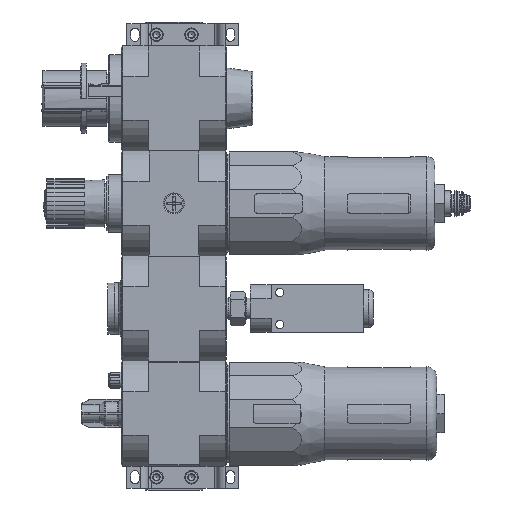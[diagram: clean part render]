
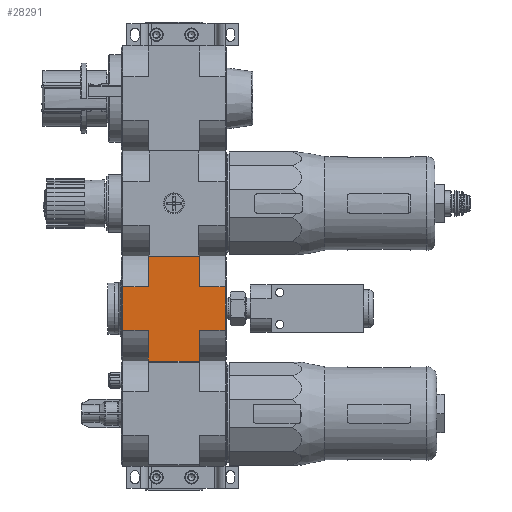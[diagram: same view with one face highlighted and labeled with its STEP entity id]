
A CAD part, left-side view. The second image highlights one B-rep face of the part: STEP entity #28291.
In plain terms, the highlighted planar face has unit normal (-1, 0, 0).
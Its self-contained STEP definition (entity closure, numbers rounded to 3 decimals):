
#7285=ORIENTED_EDGE('',*,*,#13134,.T.);
#7286=ORIENTED_EDGE('',*,*,#13135,.T.);
#7287=ORIENTED_EDGE('',*,*,#13094,.F.);
#7288=ORIENTED_EDGE('',*,*,#13136,.T.);
#7289=ORIENTED_EDGE('',*,*,#13137,.T.);
#7290=ORIENTED_EDGE('',*,*,#13138,.F.);
#7291=ORIENTED_EDGE('',*,*,#13139,.T.);
#7292=ORIENTED_EDGE('',*,*,#13140,.T.);
#7293=ORIENTED_EDGE('',*,*,#13115,.T.);
#7294=ORIENTED_EDGE('',*,*,#13141,.T.);
#7295=ORIENTED_EDGE('',*,*,#13142,.T.);
#7296=ORIENTED_EDGE('',*,*,#13143,.T.);
#13094=EDGE_CURVE('',#16434,#16435,#18745,.T.);
#13115=EDGE_CURVE('',#16452,#16451,#18753,.T.);
#13134=EDGE_CURVE('',#16466,#16467,#18760,.T.);
#13135=EDGE_CURVE('',#16467,#16435,#18761,.F.);
#13136=EDGE_CURVE('',#16434,#16468,#18762,.T.);
#13137=EDGE_CURVE('',#16468,#16469,#18763,.T.);
#13138=EDGE_CURVE('',#16470,#16469,#18764,.T.);
#13139=EDGE_CURVE('',#16470,#16471,#18765,.T.);
#13140=EDGE_CURVE('',#16471,#16452,#18766,.F.);
#13141=EDGE_CURVE('',#16451,#16472,#18767,.T.);
#13142=EDGE_CURVE('',#16472,#16473,#18768,.T.);
#13143=EDGE_CURVE('',#16473,#16466,#18769,.T.);
#16434=VERTEX_POINT('',#56016);
#16435=VERTEX_POINT('',#56018);
#16451=VERTEX_POINT('',#56083);
#16452=VERTEX_POINT('',#56085);
#16466=VERTEX_POINT('',#56144);
#16467=VERTEX_POINT('',#56145);
#16468=VERTEX_POINT('',#56148);
#16469=VERTEX_POINT('',#56150);
#16470=VERTEX_POINT('',#56152);
#16471=VERTEX_POINT('',#56154);
#16472=VERTEX_POINT('',#56157);
#16473=VERTEX_POINT('',#56159);
#18745=LINE('',#56017,#20864);
#18753=LINE('',#56084,#20872);
#18760=LINE('',#56143,#20879);
#18761=LINE('',#56146,#20880);
#18762=LINE('',#56147,#20881);
#18763=LINE('',#56149,#20882);
#18764=LINE('',#56151,#20883);
#18765=LINE('',#56153,#20884);
#18766=LINE('',#56155,#20885);
#18767=LINE('',#56156,#20886);
#18768=LINE('',#56158,#20887);
#18769=LINE('',#56160,#20888);
#20864=VECTOR('',#46748,1000.);
#20872=VECTOR('',#46776,1000.);
#20879=VECTOR('',#46803,1000.);
#20880=VECTOR('',#46804,1000.);
#20881=VECTOR('',#46805,1000.);
#20882=VECTOR('',#46806,1000.);
#20883=VECTOR('',#46807,1000.);
#20884=VECTOR('',#46808,1000.);
#20885=VECTOR('',#46809,1000.);
#20886=VECTOR('',#46810,1000.);
#20887=VECTOR('',#46811,1000.);
#20888=VECTOR('',#46812,1000.);
#23149=EDGE_LOOP('',(#7285,#7286,#7287,#7288,#7289,#7290,#7291,#7292,#7293,
#7294,#7295,#7296));
#25396=FACE_BOUND('',#23149,.T.);
#26892=PLANE('',#40614);
#28291=ADVANCED_FACE('',(#25396),#26892,.F.);
#40614=AXIS2_PLACEMENT_3D('',#56142,#46801,#46802);
#46748=DIRECTION('',(0.,0.,-1.));
#46776=DIRECTION('',(0.,0.,-1.));
#46801=DIRECTION('',(1.,0.,0.));
#46802=DIRECTION('',(0.,0.,-1.));
#46803=DIRECTION('',(0.,0.,1.));
#46804=DIRECTION('',(0.,1.,0.));
#46805=DIRECTION('',(0.,1.,0.));
#46806=DIRECTION('',(0.,0.,1.));
#46807=DIRECTION('',(0.,-1.,0.));
#46808=DIRECTION('',(0.,0.,-1.));
#46809=DIRECTION('',(0.,-1.,0.));
#46810=DIRECTION('',(0.,-1.,0.));
#46811=DIRECTION('',(0.,0.,-1.));
#46812=DIRECTION('',(0.,-1.,0.));
#56016=CARTESIAN_POINT('',(-33.,-32.2,13.619));
#56017=CARTESIAN_POINT('',(-33.,-32.2,33.));
#56018=CARTESIAN_POINT('',(-33.,-32.2,-13.619));
#56083=CARTESIAN_POINT('',(-33.,32.2,-13.619));
#56084=CARTESIAN_POINT('',(-33.,32.2,33.));
#56085=CARTESIAN_POINT('',(-33.,32.2,13.619));
#56142=CARTESIAN_POINT('',(-33.,32.2,33.));
#56143=CARTESIAN_POINT('',(-33.,-16.,33.));
#56144=CARTESIAN_POINT('',(-33.,-16.,-33.));
#56145=CARTESIAN_POINT('',(-33.,-16.,-13.619));
#56146=CARTESIAN_POINT('',(-33.,-16.,-13.619));
#56147=CARTESIAN_POINT('',(-33.,-16.,13.619));
#56148=CARTESIAN_POINT('',(-33.,-16.,13.619));
#56149=CARTESIAN_POINT('',(-33.,-16.,33.));
#56150=CARTESIAN_POINT('',(-33.,-16.,33.));
#56151=CARTESIAN_POINT('',(-33.,32.2,33.));
#56152=CARTESIAN_POINT('',(-33.,16.,33.));
#56153=CARTESIAN_POINT('',(-33.,16.,33.));
#56154=CARTESIAN_POINT('',(-33.,16.,13.619));
#56155=CARTESIAN_POINT('',(-33.,16.,13.619));
#56156=CARTESIAN_POINT('',(-33.,16.,-13.619));
#56157=CARTESIAN_POINT('',(-33.,16.,-13.619));
#56158=CARTESIAN_POINT('',(-33.,16.,33.));
#56159=CARTESIAN_POINT('',(-33.,16.,-33.));
#56160=CARTESIAN_POINT('',(-33.,32.2,-33.));
